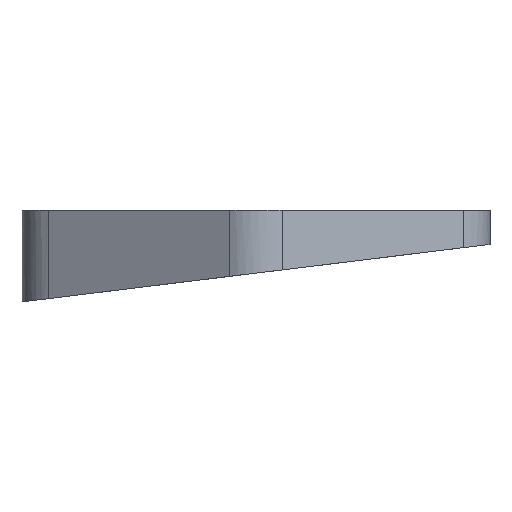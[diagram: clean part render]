
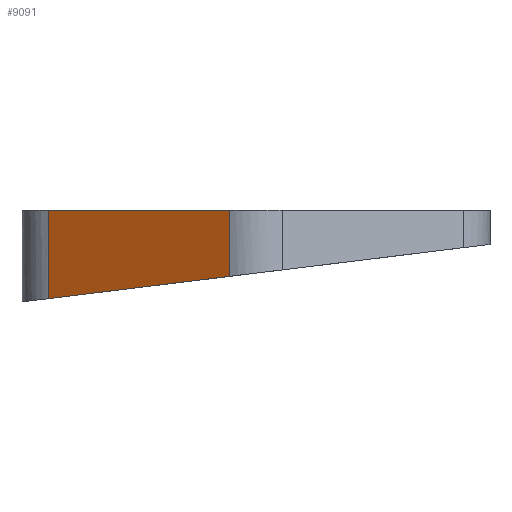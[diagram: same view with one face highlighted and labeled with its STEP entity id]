
A CAD part, left-side view. The second image highlights one B-rep face of the part: STEP entity #9091.
In plain terms, the highlighted planar face has unit normal (-0.864, 0.503, 0).
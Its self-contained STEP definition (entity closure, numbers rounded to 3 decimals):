
#227 = LINE ( 'NONE', #893, #8314 ) ;
#495 = DIRECTION ( 'NONE',  ( 0., 0., 1. ) ) ;
#893 = CARTESIAN_POINT ( 'NONE',  ( 30.623, 61.499, -22.399 ) ) ;
#1017 = AXIS2_PLACEMENT_3D ( 'NONE', #7053, #6403, #7831 ) ;
#1389 = CARTESIAN_POINT ( 'NONE',  ( 30.623, 61.499, -18.021 ) ) ;
#1466 = EDGE_CURVE ( 'NONE', #1519, #3540, #227, .T. ) ;
#1519 = VERTEX_POINT ( 'NONE', #7767 ) ;
#2592 = PLANE ( 'NONE',  #1017 ) ;
#2932 = VERTEX_POINT ( 'NONE', #5913 ) ;
#3032 = ORIENTED_EDGE ( 'NONE', *, *, #9744, .T. ) ;
#3033 = ORIENTED_EDGE ( 'NONE', *, *, #5068, .F. ) ;
#3309 = CARTESIAN_POINT ( 'NONE',  ( 20.588, 44.247, -20.281 ) ) ;
#3495 = CARTESIAN_POINT ( 'NONE',  ( 20.588, 44.247, 126.723 ) ) ;
#3540 = VERTEX_POINT ( 'NONE', #3309 ) ;
#3886 = LINE ( 'NONE', #3495, #9480 ) ;
#4205 = EDGE_CURVE ( 'NONE', #8245, #2932, #9547, .T. ) ;
#4784 = LINE ( 'NONE', #1389, #4909 ) ;
#4909 = VECTOR ( 'NONE', #8231, 1000. ) ;
#5068 = EDGE_CURVE ( 'NONE', #1519, #2932, #4784, .T. ) ;
#5436 = DIRECTION ( 'NONE',  ( -0.5, -0.86, 0.106 ) ) ;
#5860 = EDGE_LOOP ( 'NONE', ( #9256, #3032, #6410, #3033 ) ) ;
#5913 = CARTESIAN_POINT ( 'NONE',  ( 30.623, 61.499, -14. ) ) ;
#6403 = DIRECTION ( 'NONE',  ( -0.864, 0.503, 0. ) ) ;
#6410 = ORIENTED_EDGE ( 'NONE', *, *, #4205, .T. ) ;
#6638 = DIRECTION ( 'NONE',  ( 0.503, 0.864, 0. ) ) ;
#7053 = CARTESIAN_POINT ( 'NONE',  ( -4.646, 0.866, 126.723 ) ) ;
#7346 = CARTESIAN_POINT ( 'NONE',  ( 20.588, 44.247, -14. ) ) ;
#7767 = CARTESIAN_POINT ( 'NONE',  ( 30.623, 61.499, -22.399 ) ) ;
#7831 = DIRECTION ( 'NONE',  ( -0.503, -0.864, 0. ) ) ;
#8163 = CARTESIAN_POINT ( 'NONE',  ( 20.588, 44.247, -14. ) ) ;
#8178 = FACE_OUTER_BOUND ( 'NONE', #5860, .T. ) ;
#8231 = DIRECTION ( 'NONE',  ( 0., 0., 1. ) ) ;
#8245 = VERTEX_POINT ( 'NONE', #7346 ) ;
#8314 = VECTOR ( 'NONE', #5436, 1000. ) ;
#9067 = VECTOR ( 'NONE', #6638, 1000. ) ;
#9091 = ADVANCED_FACE ( 'NONE', ( #8178 ), #2592, .T. ) ;
#9256 = ORIENTED_EDGE ( 'NONE', *, *, #1466, .T. ) ;
#9480 = VECTOR ( 'NONE', #495, 1000. ) ;
#9547 = LINE ( 'NONE', #8163, #9067 ) ;
#9744 = EDGE_CURVE ( 'NONE', #3540, #8245, #3886, .T. ) ;
